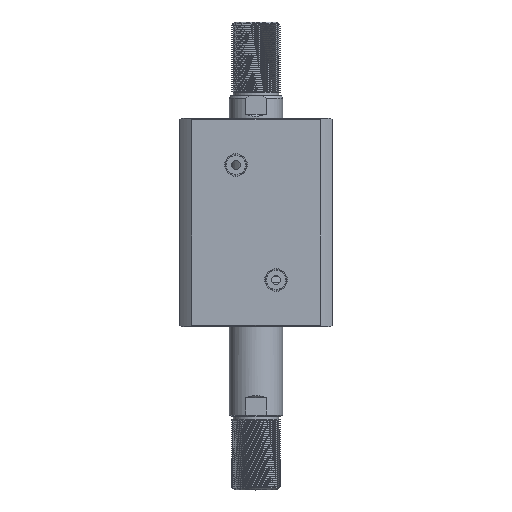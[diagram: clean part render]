
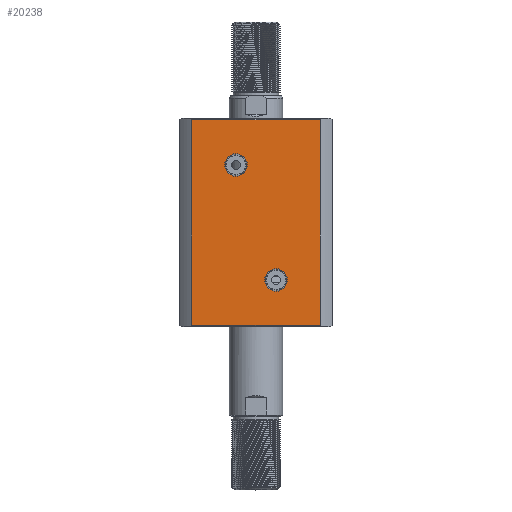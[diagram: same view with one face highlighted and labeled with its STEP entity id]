
A CAD part, top view. The second image highlights one B-rep face of the part: STEP entity #20238.
In plain terms, the highlighted face is planar.
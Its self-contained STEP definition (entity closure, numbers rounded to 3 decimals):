
#408 = DIRECTION ( 'NONE',  ( 0., 1., 0. ) ) ;
#521 = VERTEX_POINT ( 'NONE', #24419 ) ;
#596 = EDGE_CURVE ( 'NONE', #521, #21792, #10008, .T. ) ;
#994 = EDGE_CURVE ( 'NONE', #8240, #12194, #5575, .T. ) ;
#1430 = EDGE_LOOP ( 'NONE', ( #1865, #22456, #7508, #15996 ) ) ;
#1484 = VERTEX_POINT ( 'NONE', #21860 ) ;
#1573 = CARTESIAN_POINT ( 'NONE',  ( 15., 57., 112.572 ) ) ;
#1865 = ORIENTED_EDGE ( 'NONE', *, *, #2291, .F. ) ;
#2273 = CARTESIAN_POINT ( 'NONE',  ( 57., 57., 155. ) ) ;
#2291 = EDGE_CURVE ( 'NONE', #2428, #22392, #16304, .T. ) ;
#2428 = VERTEX_POINT ( 'NONE', #6143 ) ;
#2541 = CARTESIAN_POINT ( 'NONE',  ( 15., 57., 121. ) ) ;
#3005 = EDGE_CURVE ( 'NONE', #8240, #22392, #22896, .T. ) ;
#3170 = PLANE ( 'NONE',  #16658 ) ;
#3179 = CARTESIAN_POINT ( 'NONE',  ( 47.971, 57., 1. ) ) ;
#3632 = AXIS2_PLACEMENT_3D ( 'NONE', #6429, #20509, #8466 ) ;
#3865 = ORIENTED_EDGE ( 'NONE', *, *, #25926, .F. ) ;
#4573 = DIRECTION ( 'NONE',  ( 0., 0., 1. ) ) ;
#5067 = EDGE_CURVE ( 'NONE', #25447, #1484, #12250, .T. ) ;
#5105 = CARTESIAN_POINT ( 'NONE',  ( -57., 57., 1. ) ) ;
#5213 = CARTESIAN_POINT ( 'NONE',  ( -57., 57., 156. ) ) ;
#5371 = ORIENTED_EDGE ( 'NONE', *, *, #596, .F. ) ;
#5575 = LINE ( 'NONE', #18722, #21003 ) ;
#5783 = EDGE_CURVE ( 'NONE', #21792, #521, #25462, .T. ) ;
#6143 = CARTESIAN_POINT ( 'NONE',  ( -47.971, 57., 155. ) ) ;
#6429 = CARTESIAN_POINT ( 'NONE',  ( -15., 57., 35. ) ) ;
#7508 = ORIENTED_EDGE ( 'NONE', *, *, #994, .F. ) ;
#8177 = CARTESIAN_POINT ( 'NONE',  ( 15., 57., 121. ) ) ;
#8240 = VERTEX_POINT ( 'NONE', #3179 ) ;
#8466 = DIRECTION ( 'NONE',  ( 0., 0., 1. ) ) ;
#8931 = EDGE_LOOP ( 'NONE', ( #3865, #11299 ) ) ;
#10008 = CIRCLE ( 'NONE', #3632, 8.428 ) ;
#10194 = DIRECTION ( 'NONE',  ( 0., 0., 1. ) ) ;
#10937 = VECTOR ( 'NONE', #23000, 1000. ) ;
#11299 = ORIENTED_EDGE ( 'NONE', *, *, #5067, .F. ) ;
#11671 = CARTESIAN_POINT ( 'NONE',  ( -15., 57., 43.428 ) ) ;
#12194 = VERTEX_POINT ( 'NONE', #12323 ) ;
#12250 = CIRCLE ( 'NONE', #14439, 8.428 ) ;
#12323 = CARTESIAN_POINT ( 'NONE',  ( 47.971, 57., 155. ) ) ;
#12506 = CARTESIAN_POINT ( 'NONE',  ( -15., 57., 35. ) ) ;
#12793 = VECTOR ( 'NONE', #17256, 1000. ) ;
#12846 = CARTESIAN_POINT ( 'NONE',  ( -47.971, 57., 500. ) ) ;
#13485 = LINE ( 'NONE', #2273, #24228 ) ;
#14228 = AXIS2_PLACEMENT_3D ( 'NONE', #2541, #16661, #4573 ) ;
#14439 = AXIS2_PLACEMENT_3D ( 'NONE', #8177, #22247, #10194 ) ;
#14562 = DIRECTION ( 'NONE',  ( 0., 0., 1. ) ) ;
#15073 = FACE_BOUND ( 'NONE', #15401, .T. ) ;
#15262 = DIRECTION ( 'NONE',  ( 0., -1., 0. ) ) ;
#15401 = EDGE_LOOP ( 'NONE', ( #24571, #5371 ) ) ;
#15996 = ORIENTED_EDGE ( 'NONE', *, *, #3005, .T. ) ;
#16304 = LINE ( 'NONE', #12846, #10937 ) ;
#16658 = AXIS2_PLACEMENT_3D ( 'NONE', #5213, #15262, #21331 ) ;
#16661 = DIRECTION ( 'NONE',  ( 0., 1., 0. ) ) ;
#17256 = DIRECTION ( 'NONE',  ( -1., 0., 0. ) ) ;
#18722 = CARTESIAN_POINT ( 'NONE',  ( 47.971, 57., 500. ) ) ;
#19793 = FACE_BOUND ( 'NONE', #8931, .T. ) ;
#20238 = ADVANCED_FACE ( 'NONE', ( #15073, #19793, #20433 ), #3170, .F. ) ;
#20433 = FACE_OUTER_BOUND ( 'NONE', #1430, .T. ) ;
#20437 = DIRECTION ( 'NONE',  ( 1., 0., 0. ) ) ;
#20509 = DIRECTION ( 'NONE',  ( 0., 1., 0. ) ) ;
#20597 = EDGE_CURVE ( 'NONE', #2428, #12194, #13485, .T. ) ;
#21003 = VECTOR ( 'NONE', #22796, 1000. ) ;
#21331 = DIRECTION ( 'NONE',  ( 0., 0., -1. ) ) ;
#21792 = VERTEX_POINT ( 'NONE', #11671 ) ;
#21860 = CARTESIAN_POINT ( 'NONE',  ( 15., 57., 129.428 ) ) ;
#22247 = DIRECTION ( 'NONE',  ( 0., 1., 0. ) ) ;
#22392 = VERTEX_POINT ( 'NONE', #22421 ) ;
#22421 = CARTESIAN_POINT ( 'NONE',  ( -47.971, 57., 1. ) ) ;
#22456 = ORIENTED_EDGE ( 'NONE', *, *, #20597, .T. ) ;
#22796 = DIRECTION ( 'NONE',  ( 0., 0., 1. ) ) ;
#22896 = LINE ( 'NONE', #5105, #12793 ) ;
#23000 = DIRECTION ( 'NONE',  ( 0., 0., -1. ) ) ;
#23404 = AXIS2_PLACEMENT_3D ( 'NONE', #12506, #408, #14562 ) ;
#23925 = CIRCLE ( 'NONE', #14228, 8.428 ) ;
#24228 = VECTOR ( 'NONE', #20437, 1000. ) ;
#24419 = CARTESIAN_POINT ( 'NONE',  ( -15., 57., 26.572 ) ) ;
#24571 = ORIENTED_EDGE ( 'NONE', *, *, #5783, .F. ) ;
#25447 = VERTEX_POINT ( 'NONE', #1573 ) ;
#25462 = CIRCLE ( 'NONE', #23404, 8.428 ) ;
#25926 = EDGE_CURVE ( 'NONE', #1484, #25447, #23925, .T. ) ;
